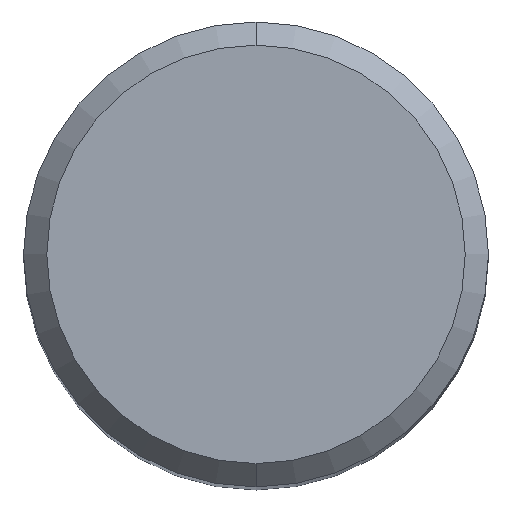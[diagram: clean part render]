
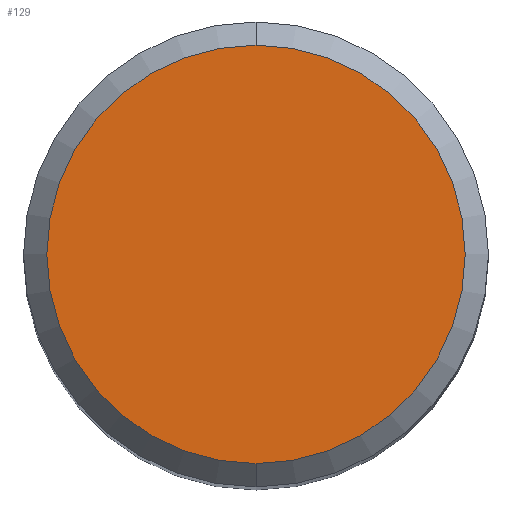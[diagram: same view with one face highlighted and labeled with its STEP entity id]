
A CAD part, top view. The second image highlights one B-rep face of the part: STEP entity #129.
In plain terms, the highlighted planar face has unit normal (0, 0, 1).
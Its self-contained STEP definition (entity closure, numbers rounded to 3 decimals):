
#129=ADVANCED_FACE('',(#284),#285,.T.);
#137=EDGE_CURVE('',#153,#199,#295,.T.);
#153=VERTEX_POINT('',#311);
#169=EDGE_CURVE('',#199,#153,#329,.T.);
#199=VERTEX_POINT('',#364);
#284=FACE_OUTER_BOUND('',#453,.T.);
#285=PLANE('',#454);
#295=CIRCLE('',#466,4.5);
#311=CARTESIAN_POINT('',(0.,-4.5,0.0));
#329=CIRCLE('',#515,4.5);
#364=CARTESIAN_POINT('',(0.0,4.5,0.0));
#453=EDGE_LOOP('',(#645,#646));
#454=AXIS2_PLACEMENT_3D('',#647,#648,#649);
#466=AXIS2_PLACEMENT_3D('',#668,#669,#670);
#515=AXIS2_PLACEMENT_3D('',#700,#701,#702);
#645=ORIENTED_EDGE('',*,*,#169,.F.);
#646=ORIENTED_EDGE('',*,*,#137,.F.);
#647=CARTESIAN_POINT('',(0.0,2.25,0.0));
#648=DIRECTION('',(-0.0,0.0,1.0));
#649=DIRECTION('',(0.0,-1.0,0.0));
#668=CARTESIAN_POINT('',(0.0,0.0,0.0));
#669=DIRECTION('',(0.0,0.0,-1.0));
#670=DIRECTION('',(0.0,1.0,0.0));
#700=CARTESIAN_POINT('',(0.0,0.0,0.0));
#701=DIRECTION('',(0.0,0.0,-1.0));
#702=DIRECTION('',(0.0,1.0,0.0));
